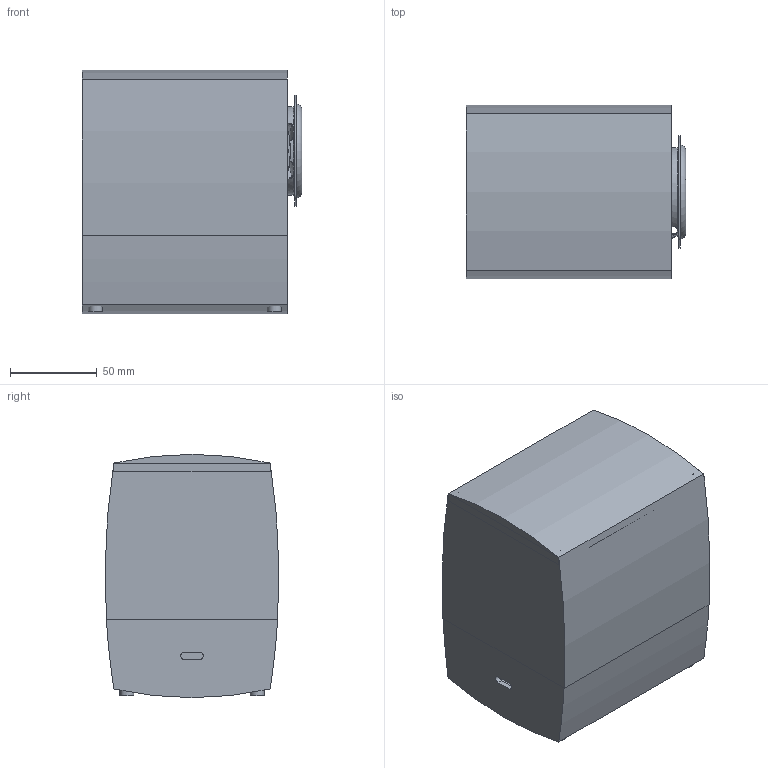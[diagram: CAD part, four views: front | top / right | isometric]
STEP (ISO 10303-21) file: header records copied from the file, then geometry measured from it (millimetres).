
FILE_DESCRIPTION(/* description */ (''),/* implementation_level */ '2;1');
FILE_NAME(/* name */ 'DIY Speakers v4.step',/* time_stamp */ '2025-06-29T13:18:00-07:00',/* author */ (''),/* organization */ (''),/* preprocessor_version */ 'ST-DEVELOPER v20',/* originating_system */ 'Autodesk Translation Framework v12.20.1.177',/* authorisation */ '');
FILE_SCHEMA (('AUTOMOTIVE_DESIGN { 1 0 10303 214 3 1 1 }'));
Length unit declared in the file: millimetre
Products named in the file (5): DIY Speakers; Speaker Housing; Driver; Driver box; Pot
Assembly tree (4 placements, depth 2):
  DIY Speakers
    Speaker Housing
    Driver
    Driver box
    Pot
Bounding box: 126.24 x 99.94 x 140 mm (x, y, z)
Volume: 579686.1 mm3; surface area: 215827.3 mm2
Topology: 9 solids, 9 shells, 263 faces, 657 edges, 424 vertices
Faces by surface type: plane 142, cylinder 76, torus 19, bspline 14, cone 12
Full cylindrical faces by diameter (mm): 2.5 x8, 4.319 x4, 6 x1, 7 x1, 8 x4, 10 x1, 17.955 x1, 34 x1, 35.5 x1, 40.896 x1, 48.9 x1, 49.5 x1, 51 x1, 58.5 x1, 59 x1
Entity records: 9243 total; most frequent: CARTESIAN_POINT 2695, DIRECTION 1355, ORIENTED_EDGE 1304, EDGE_CURVE 652, AXIS2_PLACEMENT_3D 500, VERTEX_POINT 424, LINE 355, VECTOR 355
